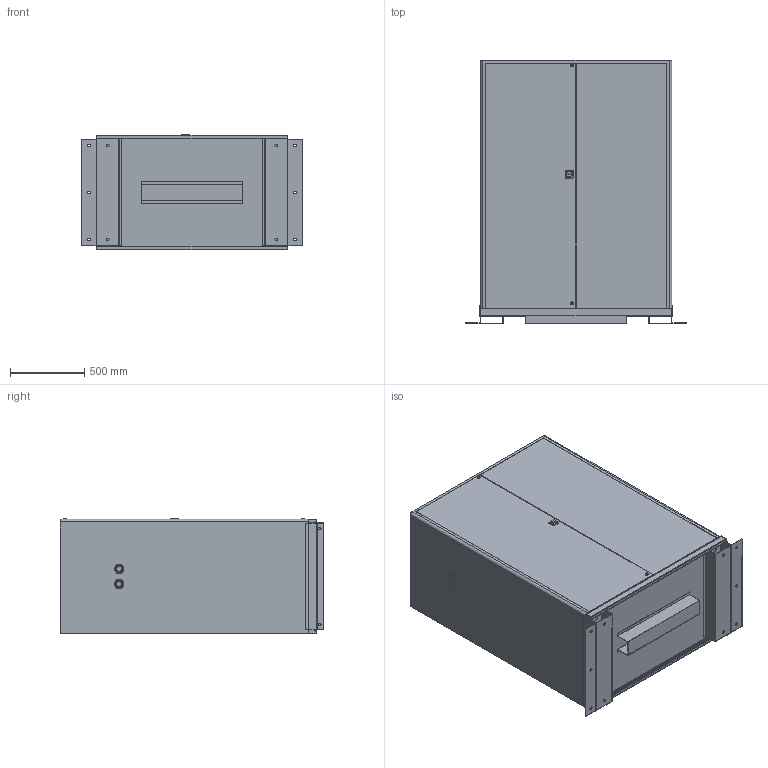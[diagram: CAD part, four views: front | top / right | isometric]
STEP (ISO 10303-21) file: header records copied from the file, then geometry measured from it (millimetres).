
FILE_DESCRIPTION (( 'STEP AP214' ), '1' );
FILE_NAME ('BattD-SM.STEP', '2025-09-12T20:56:36', ( '' ), ( '' ), 'SwSTEP 2.0', 'SolidWorks 2016', '' );
FILE_SCHEMA (( 'AUTOMOTIVE_DESIGN' ));
Length unit declared in the file: inch
Products named in the file (7): WR Pull Handle; Base51; WR Lock01; BattD-SM; Battery51 A01; 5009-835; Battery51 Item 1
Assembly tree (8 placements, depth 3):
  BattD-SM
    Battery51 A01
      Base51
      Battery51 Item 1
      WR Pull Handle
      WR Lock01  x2
    5009-835  x2
Bounding box: 1492.25 x 1778 x 781.09 mm (x, y, z)
Volume: 1688414715.2 mm3; surface area: 13927196.7 mm2
Topology: 14 solids, 14 shells, 412 faces, 900 edges, 562 vertices
Faces by surface type: plane 221, cylinder 181, bspline 6, cone 4
Entity records: 10372 total; most frequent: CARTESIAN_POINT 1842, DIRECTION 1817, ORIENTED_EDGE 1560, EDGE_CURVE 780, AXIS2_PLACEMENT_3D 683, VERTEX_POINT 490, VECTOR 451, LINE 451
